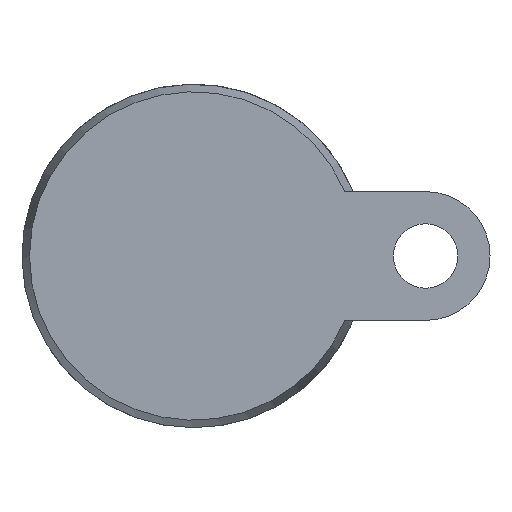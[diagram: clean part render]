
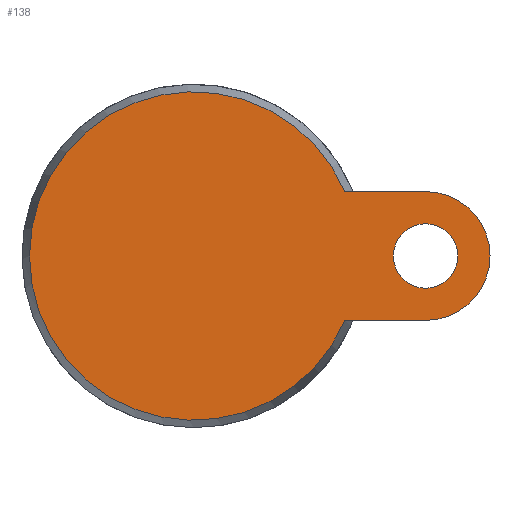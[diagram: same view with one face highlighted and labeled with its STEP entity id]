
A CAD part, front view. The second image highlights one B-rep face of the part: STEP entity #138.
In plain terms, the highlighted planar face has unit normal (0, -1, 0).
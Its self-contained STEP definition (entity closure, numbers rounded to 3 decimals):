
#138 = ADVANCED_FACE( '', ( #289, #290 ), #291, .F. );
#289 = FACE_BOUND( '', #480, .T. );
#290 = FACE_OUTER_BOUND( '', #481, .T. );
#291 = PLANE( '', #482 );
#480 = EDGE_LOOP( '', ( #776 ) );
#481 = EDGE_LOOP( '', ( #777, #778, #779, #780 ) );
#482 = AXIS2_PLACEMENT_3D( '', #781, #782, #783 );
#776 = ORIENTED_EDGE( '', *, *, #961, .T. );
#777 = ORIENTED_EDGE( '', *, *, #930, .F. );
#778 = ORIENTED_EDGE( '', *, *, #861, .T. );
#779 = ORIENTED_EDGE( '', *, *, #949, .F. );
#780 = ORIENTED_EDGE( '', *, *, #924, .F. );
#781 = CARTESIAN_POINT( '', ( 38.25, 0., 0. ) );
#782 = DIRECTION( '', ( 0., 1., 0. ) );
#783 = DIRECTION( '', ( 0., 0., 1. ) );
#861 = EDGE_CURVE( '', #991, #995, #997, .T. );
#924 = EDGE_CURVE( '', #1092, #1093, #1094, .T. );
#930 = EDGE_CURVE( '', #991, #1092, #1102, .T. );
#949 = EDGE_CURVE( '', #1093, #995, #1124, .T. );
#961 = EDGE_CURVE( '', #1138, #1138, #1139, .T. );
#991 = VERTEX_POINT( '', #1169 );
#995 = VERTEX_POINT( '', #1176 );
#997 = CIRCLE( '', #1181, 38.25 );
#1092 = VERTEX_POINT( '', #1384 );
#1093 = VERTEX_POINT( '', #1385 );
#1094 = CIRCLE( '', #1386, 15. );
#1102 = LINE( '', #1397, #1398 );
#1124 = LINE( '', #1452, #1453 );
#1138 = VERTEX_POINT( '', #1481 );
#1139 = CIRCLE( '', #1482, 7.5 );
#1169 = CARTESIAN_POINT( '', ( 35.186, 0., 15. ) );
#1176 = CARTESIAN_POINT( '', ( 35.186, 0., -15. ) );
#1181 = AXIS2_PLACEMENT_3D( '', #1524, #1525, #1526 );
#1384 = CARTESIAN_POINT( '', ( 54., 0., 15. ) );
#1385 = CARTESIAN_POINT( '', ( 54., 0., -15. ) );
#1386 = AXIS2_PLACEMENT_3D( '', #1587, #1588, #1589 );
#1397 = CARTESIAN_POINT( '', ( 0., 0., 15. ) );
#1398 = VECTOR( '', #1596, 1000. );
#1452 = CARTESIAN_POINT( '', ( 54., 0., -15. ) );
#1453 = VECTOR( '', #1610, 1000. );
#1481 = CARTESIAN_POINT( '', ( 61.5, 0., 0. ) );
#1482 = AXIS2_PLACEMENT_3D( '', #1616, #1617, #1618 );
#1524 = CARTESIAN_POINT( '', ( 0., 0., 0. ) );
#1525 = DIRECTION( '', ( 0., -1., 0. ) );
#1526 = DIRECTION( '', ( 0., 0., -1. ) );
#1587 = CARTESIAN_POINT( '', ( 54., 0., 0. ) );
#1588 = DIRECTION( '', ( 0., 1., 0. ) );
#1589 = DIRECTION( '', ( 1., 0., 0. ) );
#1596 = DIRECTION( '', ( 1., 0., 0. ) );
#1610 = DIRECTION( '', ( -1., 0., 0. ) );
#1616 = CARTESIAN_POINT( '', ( 54., 0., 0. ) );
#1617 = DIRECTION( '', ( 0., 1., 0. ) );
#1618 = DIRECTION( '', ( 1., 0., 0. ) );
